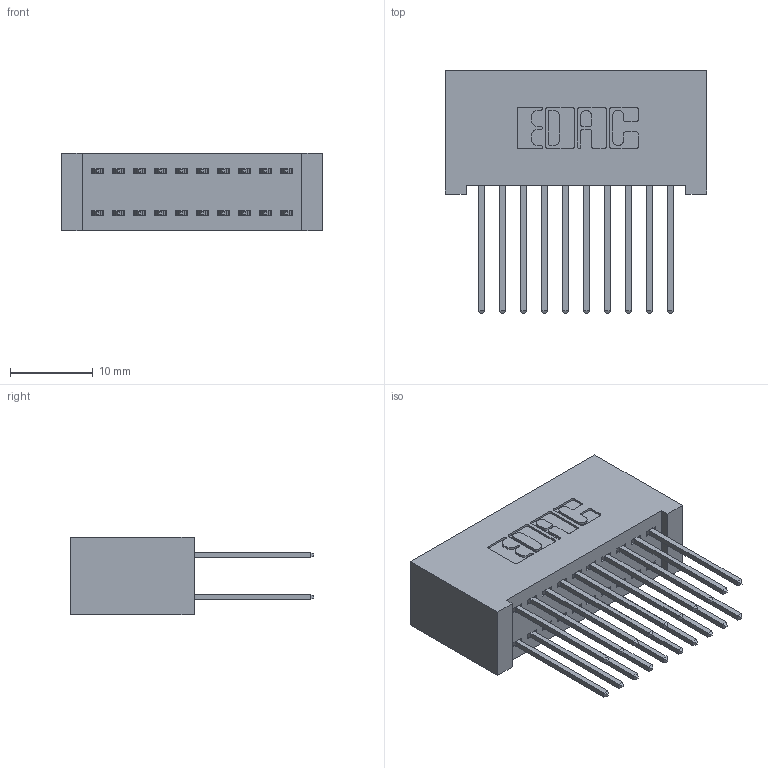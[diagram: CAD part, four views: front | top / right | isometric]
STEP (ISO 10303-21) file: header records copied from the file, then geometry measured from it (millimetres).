
FILE_DESCRIPTION (( 'STEP AP203' ), '1' );
FILE_NAME ('392-020-540-201.STEP', '2019-10-07T05:08:11', ( '' ), ( '' ), 'SwSTEP 2.0', 'SolidWorks 2016', '' );
FILE_SCHEMA (( 'CONFIG_CONTROL_DESIGN' ));
Length unit declared in the file: inch
Products named in the file (3): 342 Part_Lugless; 345-292-001_345-293-140; 392-020-540-201
Assembly tree (21 placements, depth 2):
  392-020-540-201
    342 Part_Lugless
    345-292-001_345-293-140  x20
Bounding box: 31.65 x 29.47 x 9.4 mm (x, y, z)
Volume: 3207.5 mm3; surface area: 5215.7 mm2
Topology: 21 solids, 21 shells, 1142 faces, 3375 edges, 2222 vertices
Faces by surface type: plane 782, cylinder 360
Entity records: 10181 total; most frequent: CARTESIAN_POINT 1722, ORIENTED_EDGE 1658, DIRECTION 1521, EDGE_CURVE 829, VECTOR 709, LINE 709, VERTEX_POINT 550, AXIS2_PLACEMENT_3D 406
